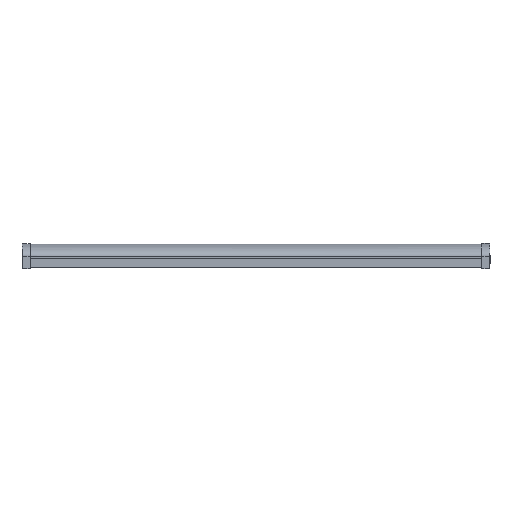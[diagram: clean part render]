
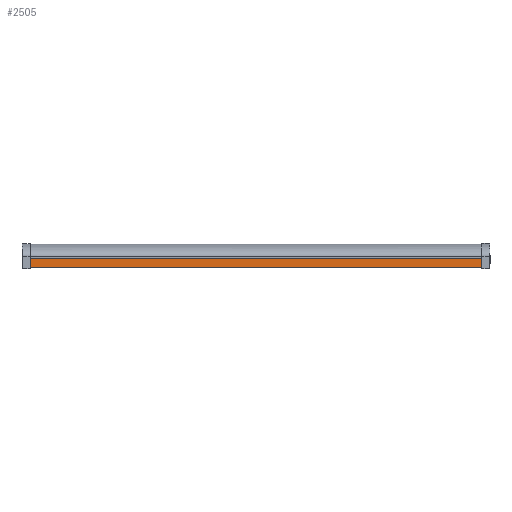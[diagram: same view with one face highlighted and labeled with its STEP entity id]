
A CAD part, left-side view. The second image highlights one B-rep face of the part: STEP entity #2505.
In plain terms, the highlighted planar face has unit normal (-1, 0, 0).
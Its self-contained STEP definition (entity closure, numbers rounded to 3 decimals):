
#111 = CARTESIAN_POINT ( 'NONE',  ( -80.7, 568., 25. ) ) ;
#125 = LINE ( 'NONE', #2182, #2065 ) ;
#200 = VECTOR ( 'NONE', #778, 1000. ) ;
#212 = EDGE_LOOP ( 'NONE', ( #2428, #2615, #2574, #1549 ) ) ;
#340 = CARTESIAN_POINT ( 'NONE',  ( -80.7, 568., 1.8 ) ) ;
#346 = LINE ( 'NONE', #384, #200 ) ;
#384 = CARTESIAN_POINT ( 'NONE',  ( -80.7, 568., 1.8 ) ) ;
#470 = AXIS2_PLACEMENT_3D ( 'NONE', #910, #2004, #2227 ) ;
#557 = VERTEX_POINT ( 'NONE', #2460 ) ;
#710 = CARTESIAN_POINT ( 'NONE',  ( -80.7, -568., 25. ) ) ;
#713 = CARTESIAN_POINT ( 'NONE',  ( -80.7, -568., 25. ) ) ;
#733 = DIRECTION ( 'NONE',  ( 0., -1., 0. ) ) ;
#778 = DIRECTION ( 'NONE',  ( 0., -1., 0. ) ) ;
#910 = CARTESIAN_POINT ( 'NONE',  ( -80.7, -568., 25. ) ) ;
#951 = LINE ( 'NONE', #710, #2455 ) ;
#1152 = FACE_OUTER_BOUND ( 'NONE', #212, .T. ) ;
#1293 = VERTEX_POINT ( 'NONE', #340 ) ;
#1356 = LINE ( 'NONE', #111, #2671 ) ;
#1418 = EDGE_CURVE ( 'NONE', #2372, #1818, #951, .T. ) ;
#1549 = ORIENTED_EDGE ( 'NONE', *, *, #1418, .F. ) ;
#1575 = PLANE ( 'NONE',  #470 ) ;
#1765 = DIRECTION ( 'NONE',  ( 0., 0., -1. ) ) ;
#1818 = VERTEX_POINT ( 'NONE', #1947 ) ;
#1837 = EDGE_CURVE ( 'NONE', #557, #1293, #1356, .T. ) ;
#1947 = CARTESIAN_POINT ( 'NONE',  ( -80.7, -568., 1.8 ) ) ;
#1948 = EDGE_CURVE ( 'NONE', #557, #2372, #125, .T. ) ;
#1977 = DIRECTION ( 'NONE',  ( 0., 0., -1. ) ) ;
#2004 = DIRECTION ( 'NONE',  ( -1., 0., 0. ) ) ;
#2065 = VECTOR ( 'NONE', #733, 1000. ) ;
#2182 = CARTESIAN_POINT ( 'NONE',  ( -80.7, 568., 25. ) ) ;
#2227 = DIRECTION ( 'NONE',  ( 0., 1., 0. ) ) ;
#2372 = VERTEX_POINT ( 'NONE', #713 ) ;
#2428 = ORIENTED_EDGE ( 'NONE', *, *, #1948, .F. ) ;
#2455 = VECTOR ( 'NONE', #1765, 1000. ) ;
#2460 = CARTESIAN_POINT ( 'NONE',  ( -80.7, 568., 25. ) ) ;
#2505 = ADVANCED_FACE ( 'NONE', ( #1152 ), #1575, .T. ) ;
#2574 = ORIENTED_EDGE ( 'NONE', *, *, #2608, .T. ) ;
#2608 = EDGE_CURVE ( 'NONE', #1293, #1818, #346, .T. ) ;
#2615 = ORIENTED_EDGE ( 'NONE', *, *, #1837, .T. ) ;
#2671 = VECTOR ( 'NONE', #1977, 1000. ) ;
